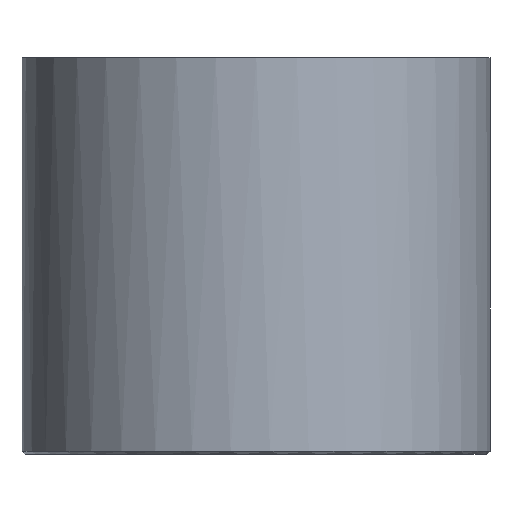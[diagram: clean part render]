
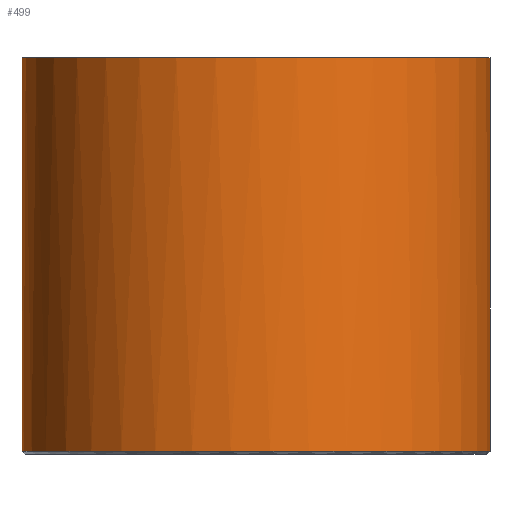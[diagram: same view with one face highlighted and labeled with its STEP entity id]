
A CAD part, front view. The second image highlights one B-rep face of the part: STEP entity #499.
In plain terms, the highlighted cylindrical face has radius 18.275 mm (diameter 36.55 mm), a full revolution.
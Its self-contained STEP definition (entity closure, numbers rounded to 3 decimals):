
#39=B_SPLINE_CURVE_WITH_KNOTS('',3,(#800,#801,#802,#803,#804,#805,#806,
#807,#808,#809,#810,#811,#812,#813,#814,#815,#816,#817),.UNSPECIFIED.,.F.,
 .F.,(4,2,2,2,2,2,2,2,4),(0.27,0.28,0.311,
0.342,0.373,0.404,0.436,
0.467,0.477),.UNSPECIFIED.);
#42=ELLIPSE('',#553,70.609,18.275);
#43=ELLIPSE('',#554,70.609,18.275);
#44=CYLINDRICAL_SURFACE('',#545,18.275);
#52=FACE_OUTER_BOUND('',#82,.T.);
#82=EDGE_LOOP('',(#342,#343,#344,#345,#346,#347,#348,#349,#350,#351,#352,
#353,#354,#355,#356,#357));
#117=CIRCLE('',#546,18.275);
#118=CIRCLE('',#547,18.275);
#119=CIRCLE('',#548,18.275);
#120=CIRCLE('',#549,18.275);
#121=CIRCLE('',#550,18.275);
#122=CIRCLE('',#551,18.275);
#123=CIRCLE('',#552,18.275);
#144=LINE('',#777,#184);
#145=LINE('',#781,#185);
#146=LINE('',#785,#186);
#147=LINE('',#789,#187);
#148=LINE('',#793,#188);
#184=VECTOR('',#616,18.275);
#185=VECTOR('',#619,1.25);
#186=VECTOR('',#622,13.75);
#187=VECTOR('',#625,11.75);
#188=VECTOR('',#628,3.25);
#225=VERTEX_POINT('',#773);
#226=VERTEX_POINT('',#774);
#227=VERTEX_POINT('',#776);
#228=VERTEX_POINT('',#778);
#229=VERTEX_POINT('',#780);
#230=VERTEX_POINT('',#782);
#231=VERTEX_POINT('',#784);
#232=VERTEX_POINT('',#786);
#233=VERTEX_POINT('',#788);
#234=VERTEX_POINT('',#790);
#235=VERTEX_POINT('',#792);
#236=VERTEX_POINT('',#795);
#237=VERTEX_POINT('',#797);
#238=VERTEX_POINT('',#799);
#272=EDGE_CURVE('',#225,#226,#117,.T.);
#273=EDGE_CURVE('',#226,#227,#144,.T.);
#274=EDGE_CURVE('',#228,#227,#118,.T.);
#275=EDGE_CURVE('',#229,#228,#145,.T.);
#276=EDGE_CURVE('',#229,#230,#119,.T.);
#277=EDGE_CURVE('',#231,#230,#146,.T.);
#278=EDGE_CURVE('',#232,#231,#120,.T.);
#279=EDGE_CURVE('',#232,#233,#147,.T.);
#280=EDGE_CURVE('',#234,#233,#121,.T.);
#281=EDGE_CURVE('',#234,#235,#148,.T.);
#282=EDGE_CURVE('',#227,#235,#122,.T.);
#283=EDGE_CURVE('',#226,#236,#123,.T.);
#284=EDGE_CURVE('',#237,#236,#42,.T.);
#285=EDGE_CURVE('',#237,#238,#39,.T.);
#286=EDGE_CURVE('',#238,#225,#43,.T.);
#342=ORIENTED_EDGE('',*,*,#272,.T.);
#343=ORIENTED_EDGE('',*,*,#273,.T.);
#344=ORIENTED_EDGE('',*,*,#274,.F.);
#345=ORIENTED_EDGE('',*,*,#275,.F.);
#346=ORIENTED_EDGE('',*,*,#276,.T.);
#347=ORIENTED_EDGE('',*,*,#277,.F.);
#348=ORIENTED_EDGE('',*,*,#278,.F.);
#349=ORIENTED_EDGE('',*,*,#279,.T.);
#350=ORIENTED_EDGE('',*,*,#280,.F.);
#351=ORIENTED_EDGE('',*,*,#281,.T.);
#352=ORIENTED_EDGE('',*,*,#282,.F.);
#353=ORIENTED_EDGE('',*,*,#273,.F.);
#354=ORIENTED_EDGE('',*,*,#283,.T.);
#355=ORIENTED_EDGE('',*,*,#284,.F.);
#356=ORIENTED_EDGE('',*,*,#285,.T.);
#357=ORIENTED_EDGE('',*,*,#286,.T.);
#499=ADVANCED_FACE('',(#52),#44,.T.);
#545=AXIS2_PLACEMENT_3D('',#772,#612,#613);
#546=AXIS2_PLACEMENT_3D('',#775,#614,#615);
#547=AXIS2_PLACEMENT_3D('',#779,#617,#618);
#548=AXIS2_PLACEMENT_3D('',#783,#620,#621);
#549=AXIS2_PLACEMENT_3D('',#787,#623,#624);
#550=AXIS2_PLACEMENT_3D('',#791,#626,#627);
#551=AXIS2_PLACEMENT_3D('',#794,#629,#630);
#552=AXIS2_PLACEMENT_3D('',#796,#631,#632);
#553=AXIS2_PLACEMENT_3D('',#798,#633,#634);
#554=AXIS2_PLACEMENT_3D('',#818,#635,#636);
#612=DIRECTION('center_axis',(0.,0.,-1.));
#613=DIRECTION('ref_axis',(-1.,0.,0.));
#614=DIRECTION('center_axis',(0.,0.,1.));
#615=DIRECTION('ref_axis',(1.,0.,0.));
#616=DIRECTION('',(0.,0.,1.));
#617=DIRECTION('center_axis',(0.,0.,1.));
#618=DIRECTION('ref_axis',(1.,0.,0.));
#619=DIRECTION('',(0.,0.,1.));
#620=DIRECTION('center_axis',(0.,0.,1.));
#621=DIRECTION('ref_axis',(1.,0.,0.));
#622=DIRECTION('',(0.,0.,1.));
#623=DIRECTION('center_axis',(0.,0.,1.));
#624=DIRECTION('ref_axis',(1.,0.,0.));
#625=DIRECTION('',(0.,0.,1.));
#626=DIRECTION('center_axis',(0.,0.,1.));
#627=DIRECTION('ref_axis',(1.,0.,0.));
#628=DIRECTION('',(0.,0.,1.));
#629=DIRECTION('center_axis',(0.,0.,1.));
#630=DIRECTION('ref_axis',(1.,0.,0.));
#631=DIRECTION('center_axis',(0.,0.,1.));
#632=DIRECTION('ref_axis',(1.,0.,0.));
#633=DIRECTION('center_axis',(-0.683,-0.683,-0.259));
#634=DIRECTION('ref_axis',(0.183,0.183,-0.966));
#635=DIRECTION('center_axis',(-0.683,-0.683,0.259));
#636=DIRECTION('ref_axis',(-0.183,-0.183,-0.966));
#772=CARTESIAN_POINT('Origin',(0.,0.,31.));
#773=CARTESIAN_POINT('',(-13.732,12.059,0.25));
#774=CARTESIAN_POINT('',(18.275,0.,0.25));
#775=CARTESIAN_POINT('Origin',(0.,0.,0.25));
#776=CARTESIAN_POINT('',(18.275,0.,31.));
#777=CARTESIAN_POINT('',(18.275,0.,31.));
#778=CARTESIAN_POINT('',(-3.25,17.984,31.));
#779=CARTESIAN_POINT('Origin',(0.,0.,31.));
#780=CARTESIAN_POINT('',(-3.25,17.984,29.75));
#781=CARTESIAN_POINT('',(-3.25,17.984,29.75));
#782=CARTESIAN_POINT('',(-18.275,0.,29.75));
#783=CARTESIAN_POINT('Origin',(0.,0.,29.75));
#784=CARTESIAN_POINT('',(-18.275,0.,16.));
#785=CARTESIAN_POINT('',(-18.275,0.,16.));
#786=CARTESIAN_POINT('',(-3.25,17.984,16.));
#787=CARTESIAN_POINT('Origin',(0.,0.,16.));
#788=CARTESIAN_POINT('',(-3.25,17.984,27.75));
#789=CARTESIAN_POINT('',(-3.25,17.984,16.));
#790=CARTESIAN_POINT('',(3.25,17.984,27.75));
#791=CARTESIAN_POINT('Origin',(0.,0.,27.75));
#792=CARTESIAN_POINT('',(3.25,17.984,31.));
#793=CARTESIAN_POINT('',(3.25,17.984,27.75));
#794=CARTESIAN_POINT('Origin',(0.,0.,31.));
#795=CARTESIAN_POINT('',(-12.059,13.732,0.25));
#796=CARTESIAN_POINT('Origin',(0.,0.,0.25));
#797=CARTESIAN_POINT('',(-12.346,13.474,1.688));
#798=CARTESIAN_POINT('Origin',(0.,0.,4.665));
#799=CARTESIAN_POINT('',(-13.474,12.346,1.688));
#800=CARTESIAN_POINT('Ctrl Pts',(-12.346,13.474,1.688));
#801=CARTESIAN_POINT('Ctrl Pts',(-12.353,13.468,1.723));
#802=CARTESIAN_POINT('Ctrl Pts',(-12.361,13.46,1.757));
#803=CARTESIAN_POINT('Ctrl Pts',(-12.403,13.422,1.892));
#804=CARTESIAN_POINT('Ctrl Pts',(-12.449,13.379,1.985));
#805=CARTESIAN_POINT('Ctrl Pts',(-12.556,13.279,2.131));
#806=CARTESIAN_POINT('Ctrl Pts',(-12.624,13.215,2.195));
#807=CARTESIAN_POINT('Ctrl Pts',(-12.77,13.073,2.279));
#808=CARTESIAN_POINT('Ctrl Pts',(-12.849,12.996,2.3));
#809=CARTESIAN_POINT('Ctrl Pts',(-12.996,12.849,2.3));
#810=CARTESIAN_POINT('Ctrl Pts',(-13.073,12.77,2.279));
#811=CARTESIAN_POINT('Ctrl Pts',(-13.215,12.624,2.195));
#812=CARTESIAN_POINT('Ctrl Pts',(-13.279,12.556,2.131));
#813=CARTESIAN_POINT('Ctrl Pts',(-13.379,12.449,1.985));
#814=CARTESIAN_POINT('Ctrl Pts',(-13.422,12.403,1.892));
#815=CARTESIAN_POINT('Ctrl Pts',(-13.46,12.361,1.757));
#816=CARTESIAN_POINT('Ctrl Pts',(-13.468,12.353,1.723));
#817=CARTESIAN_POINT('Ctrl Pts',(-13.474,12.346,1.688));
#818=CARTESIAN_POINT('Origin',(0.,0.,4.665));
